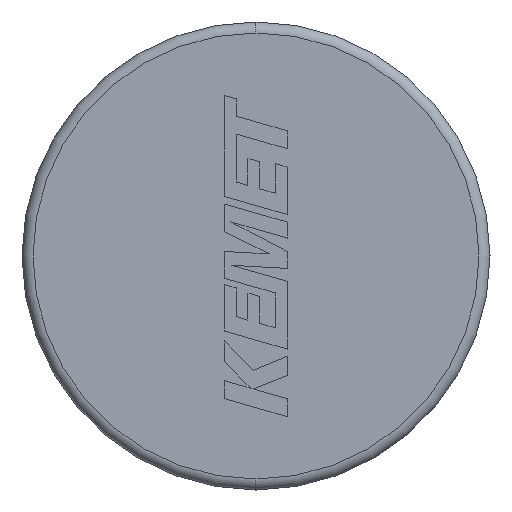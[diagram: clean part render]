
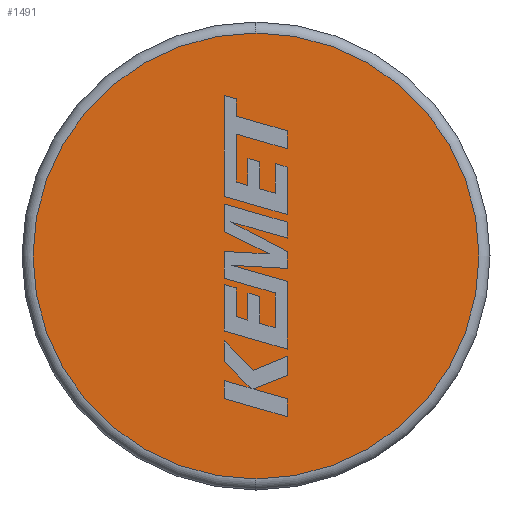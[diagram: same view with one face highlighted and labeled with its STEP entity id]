
A CAD part, left-side view. The second image highlights one B-rep face of the part: STEP entity #1491.
In plain terms, the highlighted planar face has unit normal (-1, 0, 0).
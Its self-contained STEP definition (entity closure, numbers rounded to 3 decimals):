
#72 = DIRECTION ( 'NONE',  ( 0., 0., -1. ) ) ;
#84 = PLANE ( 'NONE',  #1360 ) ;
#222 = DIRECTION ( 'NONE',  ( -1., 0., 0. ) ) ;
#552 = VERTEX_POINT ( 'NONE', #3334 ) ;
#727 = EDGE_CURVE ( 'NONE', #3158, #552, #2376, .T. ) ;
#781 = CARTESIAN_POINT ( 'NONE',  ( 0., 0., 4.05 ) ) ;
#878 = CARTESIAN_POINT ( 'NONE',  ( 0., 0., 0. ) ) ;
#934 = AXIS2_PLACEMENT_3D ( 'NONE', #1680, #2482, #2985 ) ;
#1360 = AXIS2_PLACEMENT_3D ( 'NONE', #878, #1683, #72 ) ;
#1433 = ORIENTED_EDGE ( 'NONE', *, *, #727, .T. ) ;
#1491 = ADVANCED_FACE ( 'NONE', ( #2204 ), #84, .F. ) ;
#1520 = AXIS2_PLACEMENT_3D ( 'NONE', #3151, #222, #2647 ) ;
#1680 = CARTESIAN_POINT ( 'NONE',  ( 0., 0., 0. ) ) ;
#1683 = DIRECTION ( 'NONE',  ( 1., 0., 0. ) ) ;
#1934 = EDGE_LOOP ( 'NONE', ( #3092, #1433 ) ) ;
#2204 = FACE_OUTER_BOUND ( 'NONE', #1934, .T. ) ;
#2376 = CIRCLE ( 'NONE', #934, 4.05 ) ;
#2482 = DIRECTION ( 'NONE',  ( -1., 0., 0. ) ) ;
#2647 = DIRECTION ( 'NONE',  ( 0., 0., -1. ) ) ;
#2706 = EDGE_CURVE ( 'NONE', #552, #3158, #3037, .T. ) ;
#2985 = DIRECTION ( 'NONE',  ( 0., 0., -1. ) ) ;
#3037 = CIRCLE ( 'NONE', #1520, 4.05 ) ;
#3092 = ORIENTED_EDGE ( 'NONE', *, *, #2706, .T. ) ;
#3151 = CARTESIAN_POINT ( 'NONE',  ( 0., 0., 0. ) ) ;
#3158 = VERTEX_POINT ( 'NONE', #781 ) ;
#3334 = CARTESIAN_POINT ( 'NONE',  ( 0., 0., -4.05 ) ) ;
